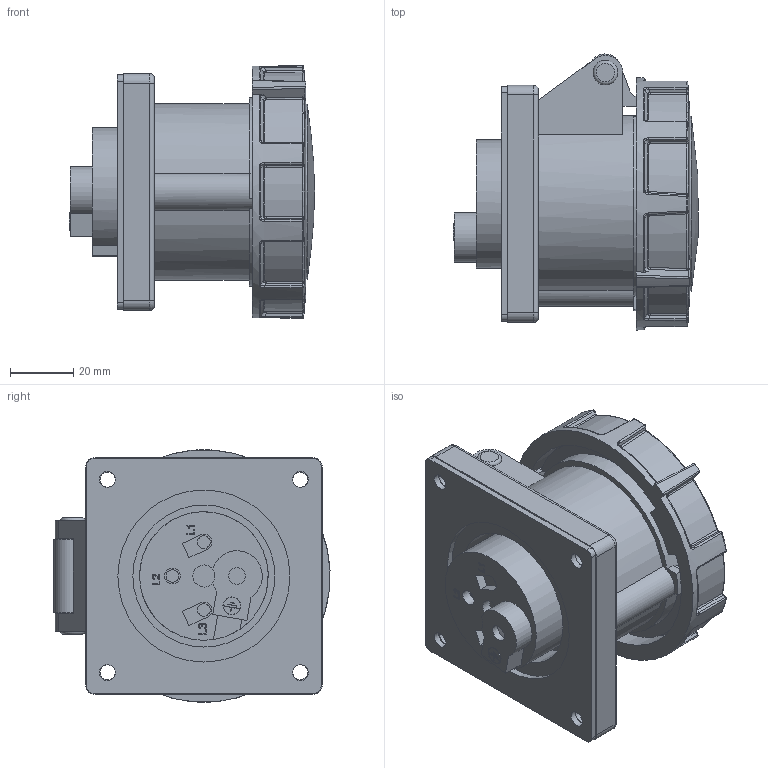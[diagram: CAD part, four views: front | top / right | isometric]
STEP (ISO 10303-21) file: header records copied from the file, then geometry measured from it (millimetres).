
FILE_DESCRIPTION (( 'STEP AP203' ), '1' );
FILE_NAME ('ps-3142-16-380.ÃÌ Ðîçåòêà ñòàöèîíàðíàÿ âíóòðåííÿÿ 3142 3Ð+ÐÅ 16À 380Â IP67 EKF PROxima.STEP', '2025-09-23T08:19:39', ( '' ), ( '' ), 'SwSTEP 2.0', 'SolidWorks 2021', '' );
FILE_SCHEMA (( 'CONFIG_CONTROL_DESIGN' ));
Length unit declared in the file: millimetre
Products named in the file (5): Êîïèÿ PS-1152-16-380.002 Êîðïóñ^ps-3142-16-380.ÃÌ Ðîçåòêà ñòàöèîíàðíàÿ âíóòðåííÿÿ 3142 3Ð+ÐÅ 16À 380Â IP67 EKF PROxima; ps-3142-16-380.ÃÌ Ðîçåòêà ñòàöèîíàðíàÿ âíóòðåííÿÿ 3142 3Ð+ÐÅ 16À 380Â IP67 EKF PROxima; Êîïèÿ ps-3142-16-380 Ïðîêëàäêà^ps-3142-16-380.ÃÌ Ðîçåòêà ñòàöèîíàðíàÿ âíóòðåííÿÿ 3142 3Ð+ÐÅ 16À 380Â IP67 EKF PROxima_00; Êîïèÿ PS-1152-16-380.004 Øïëèíò^ps-3142-16-380.ÃÌ Ðîçåòêà ñòàöèîíàðíàÿ âíóòðåííÿÿ 3142 3Ð+ÐÅ 16À 380Â IP67 EKF PROxima; Êîïèÿ Êîïèÿ PS-1152-16-380.003 Êðûøêà^ps-3142-16-380.ÃÌ Ðîçåòêà ñòàöèîíàðíàÿ âíóòðåííÿÿ 3142 3Ð+ÐÅ 16À 380Â IP67 EKF PROxima
Assembly tree (4 placements, depth 2):
  ps-3142-16-380.ÃÌ Ðîçåòêà ñòàöèîíàðíàÿ âíóòðåííÿÿ 3142 3Ð+ÐÅ 16À 380Â IP67 EKF PROxima
    Êîïèÿ PS-1152-16-380.002 Êîðïóñ^ps-3142-16-380.ÃÌ Ðîçåòêà ñòàöèîíàðíàÿ âíóòðåííÿÿ 3142 3Ð+ÐÅ 16À 380Â IP67 EKF PROxima
    Êîïèÿ Êîïèÿ PS-1152-16-380.003 Êðûøêà^ps-3142-16-380.ÃÌ Ðîçåòêà ñòàöèîíàðíàÿ âíóòðåííÿÿ 3142 3Ð+ÐÅ 16À 380Â IP67 EKF PROxima
    Êîïèÿ PS-1152-16-380.004 Øïëèíò^ps-3142-16-380.ÃÌ Ðîçåòêà ñòàöèîíàðíàÿ âíóòðåííÿÿ 3142 3Ð+ÐÅ 16À 380Â IP67 EKF PROxima
    Êîïèÿ ps-3142-16-380 Ïðîêëàäêà^ps-3142-16-380.ÃÌ Ðîçåòêà ñòàöèîíàðíàÿ âíóòðåííÿÿ 3142 3Ð+ÐÅ 16À 380Â IP67 EKF PROxima_00
Bounding box: 77.66 x 87.46 x 79.98 mm (x, y, z)
Volume: 203234.9 mm3; surface area: 71064.8 mm2
Topology: 4 solids, 4 shells, 523 faces, 1281 edges, 775 vertices
Faces by surface type: plane 175, bspline 157, cylinder 114, torus 45, sphere 19, cone 13
Full cylindrical faces by diameter (mm): 4 x3, 4.8 x4, 5 x5, 5.2 x1, 5.4 x1, 5.6 x1, 6.5 x3, 7 x5, 8.3 x1, 8.35 x1, 11.75 x3, 40 x1, 40.75 x1, 45 x1, 54.5 x1, 55.5 x1
Entity records: 19894 total; most frequent: CARTESIAN_POINT 8420, ORIENTED_EDGE 2416, DIRECTION 2024, EDGE_CURVE 1208, AXIS2_PLACEMENT_3D 798, VERTEX_POINT 762, EDGE_LOOP 618, FACE_OUTER_BOUND 558
